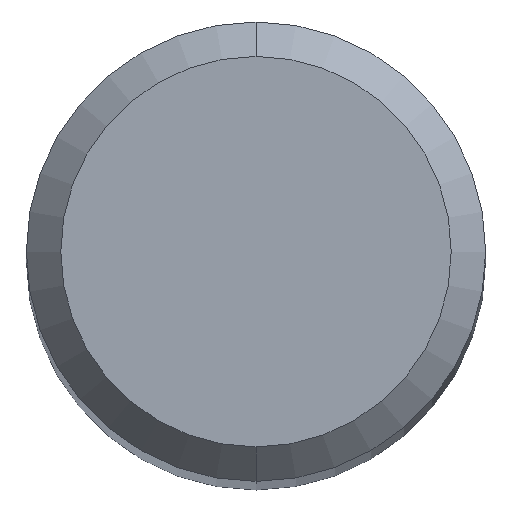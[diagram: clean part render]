
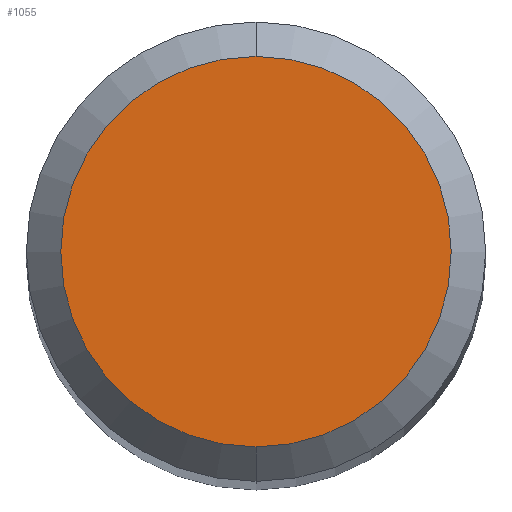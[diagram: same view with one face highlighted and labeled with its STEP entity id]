
A CAD part, top view. The second image highlights one B-rep face of the part: STEP entity #1055.
In plain terms, the highlighted planar face has unit normal (0, 0, 1).
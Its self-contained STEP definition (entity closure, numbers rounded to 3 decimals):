
#463=EDGE_CURVE('',#1311,#875,#1338,.T.);
#875=VERTEX_POINT('',#1788);
#1055=ADVANCED_FACE('',(#1981),#1982,.T.);
#1253=EDGE_CURVE('',#875,#1311,#2198,.T.);
#1311=VERTEX_POINT('',#2262);
#1338=CIRCLE('',#2294,1.7);
#1788=CARTESIAN_POINT('',(0.,-1.7,0.0));
#1981=FACE_OUTER_BOUND('',#5412,.T.);
#1982=PLANE('',#5413);
#2198=CIRCLE('',#6426,1.7);
#2262=CARTESIAN_POINT('',(0.0,1.7,0.0));
#2294=AXIS2_PLACEMENT_3D('',#6623,#6624,#6625);
#5412=EDGE_LOOP('',(#7249,#7250));
#5413=AXIS2_PLACEMENT_3D('',#7251,#7252,#7253);
#6426=AXIS2_PLACEMENT_3D('',#7499,#7500,#7501);
#6623=CARTESIAN_POINT('',(0.0,0.0,0.0));
#6624=DIRECTION('',(0.0,0.0,-1.0));
#6625=DIRECTION('',(0.0,1.0,0.0));
#7249=ORIENTED_EDGE('',*,*,#463,.F.);
#7250=ORIENTED_EDGE('',*,*,#1253,.F.);
#7251=CARTESIAN_POINT('',(0.0,0.85,0.0));
#7252=DIRECTION('',(-0.0,0.0,1.0));
#7253=DIRECTION('',(0.0,-1.0,0.0));
#7499=CARTESIAN_POINT('',(0.0,0.0,0.0));
#7500=DIRECTION('',(0.0,0.0,-1.0));
#7501=DIRECTION('',(0.0,1.0,0.0));
